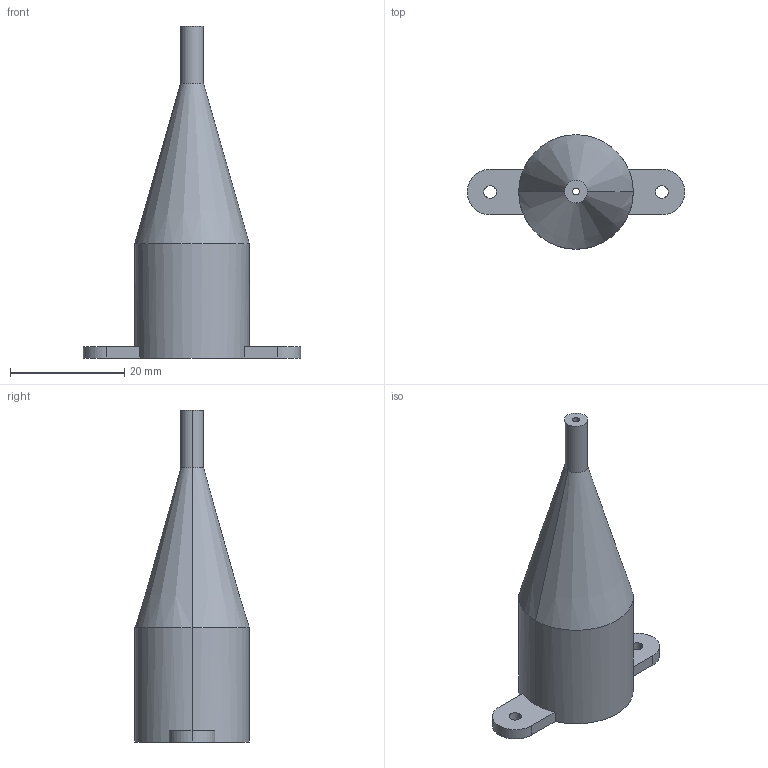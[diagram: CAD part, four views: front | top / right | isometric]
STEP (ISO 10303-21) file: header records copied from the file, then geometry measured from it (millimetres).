
FILE_DESCRIPTION (( 'STEP AP203' ), '1' );
FILE_NAME ('24-CollimatorProtector .STEP', '2021-07-30T09:40:57', ( '' ), ( '' ), 'SwSTEP 2.0', 'SolidWorks 2020', '' );
FILE_SCHEMA (( 'CONFIG_CONTROL_DESIGN' ));
Length unit declared in the file: millimetre
Products named in the file (1): 24-CollimatorProtector 
Bounding box: 38 x 20 x 58 mm (x, y, z)
Volume: 5627.2 mm3; surface area: 4606.1 mm2
Topology: 1 solids, 1 shells, 30 faces, 73 edges, 46 vertices
Faces by surface type: cylinder 17, plane 9, cone 4
Entity records: 980 total; most frequent: DIRECTION 173, CARTESIAN_POINT 150, ORIENTED_EDGE 146, EDGE_CURVE 73, AXIS2_PLACEMENT_3D 69, VERTEX_POINT 46, CIRCLE 38, EDGE_LOOP 37
